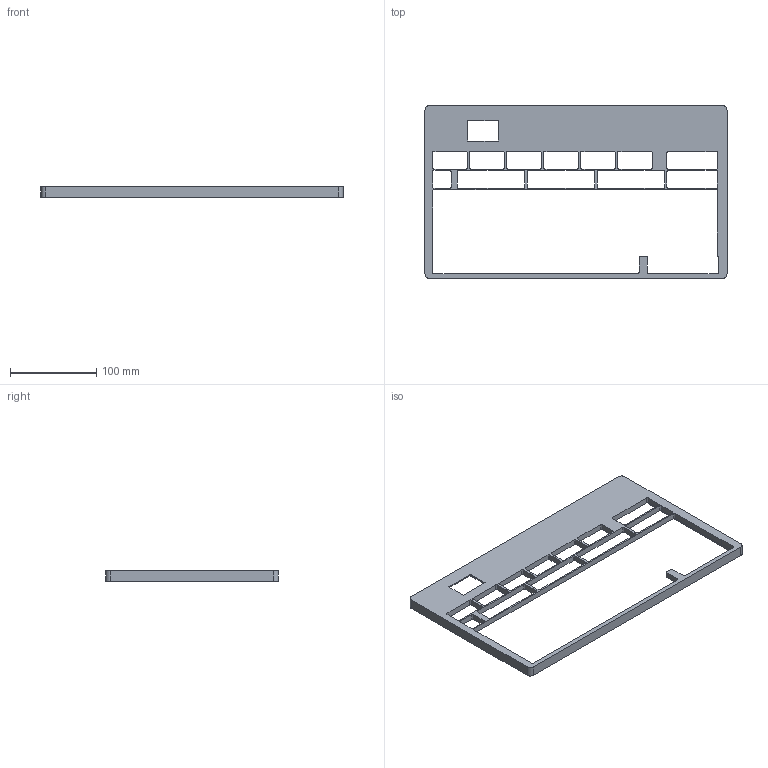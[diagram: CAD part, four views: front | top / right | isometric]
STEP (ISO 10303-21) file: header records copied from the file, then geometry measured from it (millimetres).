
FILE_DESCRIPTION(('FreeCAD Model'),'2;1');
FILE_NAME('Open CASCADE Shape Model','2024-01-20T14:01:36',(''),(''), 'Open CASCADE STEP processor 7.6','FreeCAD','Unknown');
FILE_SCHEMA(('AUTOMOTIVE_DESIGN { 1 0 10303 214 1 1 1 1 }'));
Length unit declared in the file: millimetre
Products named in the file (1): TopLayerBody
Bounding box: 350 x 200 x 12 mm (x, y, z)
Volume: 157992.6 mm3; surface area: 89511.6 mm2
Topology: 1 solids, 1 shells, 211 faces, 600 edges, 399 vertices
Faces by surface type: plane 117, cylinder 94
Full cylindrical faces by diameter (mm): 6.4 x4
Entity records: 15056 total; most frequent: CARTESIAN_POINT 2951, DIRECTION 2322, LINE 1424, VECTOR 1424, ORIENTED_EDGE 1200, PCURVE 1200, DEFINITIONAL_REPRESENTATION 1200, EDGE_CURVE 600
